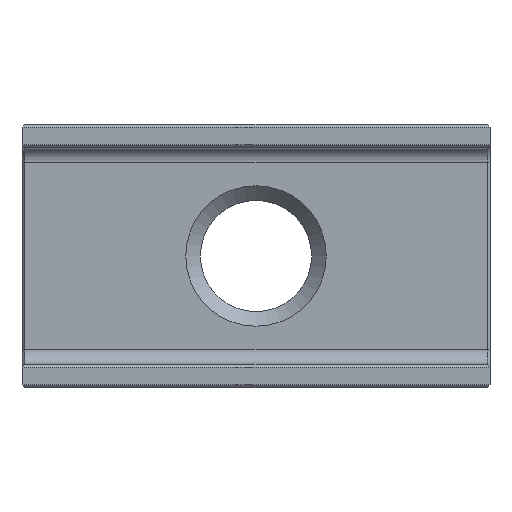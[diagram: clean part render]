
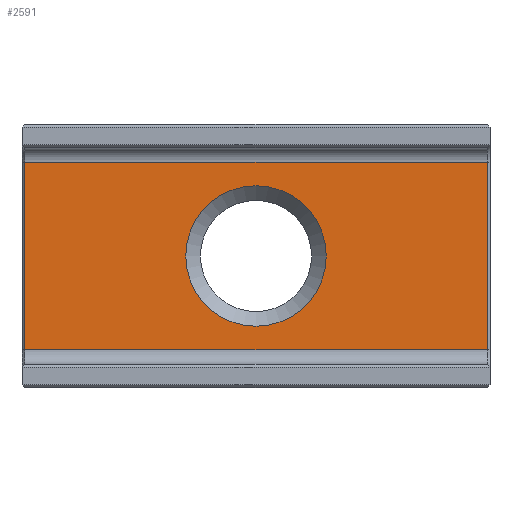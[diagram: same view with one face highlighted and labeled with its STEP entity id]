
A CAD part, front view. The second image highlights one B-rep face of the part: STEP entity #2591.
In plain terms, the highlighted planar face has unit normal (0, -1, 0).
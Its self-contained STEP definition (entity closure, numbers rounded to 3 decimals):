
#181 = CYLINDRICAL_SURFACE('',#182,5.);
#182 = AXIS2_PLACEMENT_3D('',#183,#184,#185);
#183 = CARTESIAN_POINT('',(-80.,80.,77.));
#184 = DIRECTION('',(-1.,0.,0.));
#185 = DIRECTION('',(0.,-1.,0.));
#967 = VERTEX_POINT('',#968);
#968 = CARTESIAN_POINT('',(79.,85.,77.));
#990 = EDGE_CURVE('',#991,#967,#993,.T.);
#991 = VERTEX_POINT('',#992);
#992 = CARTESIAN_POINT('',(-79.,85.,77.));
#993 = SURFACE_CURVE('',#994,(#998,#1005),.PCURVE_S1.);
#994 = LINE('',#995,#996);
#995 = CARTESIAN_POINT('',(-80.,85.,77.));
#996 = VECTOR('',#997,1.);
#997 = DIRECTION('',(1.,0.,0.));
#998 = PCURVE('',#181,#999);
#999 = DEFINITIONAL_REPRESENTATION('',(#1000),#1004);
#1000 = LINE('',#1001,#1002);
#1001 = CARTESIAN_POINT('',(3.142,0.));
#1002 = VECTOR('',#1003,1.);
#1003 = DIRECTION('',(0.,-1.));
#1004 = ( GEOMETRIC_REPRESENTATION_CONTEXT(2) 
PARAMETRIC_REPRESENTATION_CONTEXT() REPRESENTATION_CONTEXT('2D SPACE',''
  ) );
#1005 = PCURVE('',#1006,#1011);
#1006 = PLANE('',#1007);
#1007 = AXIS2_PLACEMENT_3D('',#1008,#1009,#1010);
#1008 = CARTESIAN_POINT('',(-80.,85.,77.));
#1009 = DIRECTION('',(0.,1.,0.));
#1010 = DIRECTION('',(0.,0.,-1.));
#1011 = DEFINITIONAL_REPRESENTATION('',(#1012),#1016);
#1012 = LINE('',#1013,#1014);
#1013 = CARTESIAN_POINT('',(0.,0.));
#1014 = VECTOR('',#1015,1.);
#1015 = DIRECTION('',(0.,-1.));
#1016 = ( GEOMETRIC_REPRESENTATION_CONTEXT(2) 
PARAMETRIC_REPRESENTATION_CONTEXT() REPRESENTATION_CONTEXT('2D SPACE',''
  ) );
#2035 = PLANE('',#2036);
#2036 = AXIS2_PLACEMENT_3D('',#2037,#2038,#2039);
#2037 = CARTESIAN_POINT('',(-79.5,85.5,13.));
#2038 = DIRECTION('',(0.707,0.707,0.)
  );
#2039 = DIRECTION('',(0.,0.,-1.));
#2322 = PLANE('',#2323);
#2323 = AXIS2_PLACEMENT_3D('',#2324,#2325,#2326);
#2324 = CARTESIAN_POINT('',(79.5,85.5,77.));
#2325 = DIRECTION('',(-0.707,0.707,0.)
  );
#2326 = DIRECTION('',(0.,0.,-1.));
#2591 = ADVANCED_FACE('',(#2592,#2667),#1006,.F.);
#2592 = FACE_BOUND('',#2593,.F.);
#2593 = EDGE_LOOP('',(#2594,#2595,#2618,#2646));
#2594 = ORIENTED_EDGE('',*,*,#990,.T.);
#2595 = ORIENTED_EDGE('',*,*,#2596,.T.);
#2596 = EDGE_CURVE('',#967,#2597,#2599,.T.);
#2597 = VERTEX_POINT('',#2598);
#2598 = CARTESIAN_POINT('',(79.,85.,13.));
#2599 = SURFACE_CURVE('',#2600,(#2604,#2611),.PCURVE_S1.);
#2600 = LINE('',#2601,#2602);
#2601 = CARTESIAN_POINT('',(79.,85.,77.));
#2602 = VECTOR('',#2603,1.);
#2603 = DIRECTION('',(-0.,0.,-1.));
#2604 = PCURVE('',#1006,#2605);
#2605 = DEFINITIONAL_REPRESENTATION('',(#2606),#2610);
#2606 = LINE('',#2607,#2608);
#2607 = CARTESIAN_POINT('',(0.,-159.));
#2608 = VECTOR('',#2609,1.);
#2609 = DIRECTION('',(1.,0.));
#2610 = ( GEOMETRIC_REPRESENTATION_CONTEXT(2) 
PARAMETRIC_REPRESENTATION_CONTEXT() REPRESENTATION_CONTEXT('2D SPACE',''
  ) );
#2611 = PCURVE('',#2322,#2612);
#2612 = DEFINITIONAL_REPRESENTATION('',(#2613),#2617);
#2613 = LINE('',#2614,#2615);
#2614 = CARTESIAN_POINT('',(0.,0.707));
#2615 = VECTOR('',#2616,1.);
#2616 = DIRECTION('',(1.,0.));
#2617 = ( GEOMETRIC_REPRESENTATION_CONTEXT(2) 
PARAMETRIC_REPRESENTATION_CONTEXT() REPRESENTATION_CONTEXT('2D SPACE',''
  ) );
#2618 = ORIENTED_EDGE('',*,*,#2619,.F.);
#2619 = EDGE_CURVE('',#2620,#2597,#2622,.T.);
#2620 = VERTEX_POINT('',#2621);
#2621 = CARTESIAN_POINT('',(-79.,85.,13.));
#2622 = SURFACE_CURVE('',#2623,(#2627,#2634),.PCURVE_S1.);
#2623 = LINE('',#2624,#2625);
#2624 = CARTESIAN_POINT('',(-80.,85.,13.));
#2625 = VECTOR('',#2626,1.);
#2626 = DIRECTION('',(1.,0.,0.));
#2627 = PCURVE('',#1006,#2628);
#2628 = DEFINITIONAL_REPRESENTATION('',(#2629),#2633);
#2629 = LINE('',#2630,#2631);
#2630 = CARTESIAN_POINT('',(64.,0.));
#2631 = VECTOR('',#2632,1.);
#2632 = DIRECTION('',(0.,-1.));
#2633 = ( GEOMETRIC_REPRESENTATION_CONTEXT(2) 
PARAMETRIC_REPRESENTATION_CONTEXT() REPRESENTATION_CONTEXT('2D SPACE',''
  ) );
#2634 = PCURVE('',#2635,#2640);
#2635 = CYLINDRICAL_SURFACE('',#2636,5.);
#2636 = AXIS2_PLACEMENT_3D('',#2637,#2638,#2639);
#2637 = CARTESIAN_POINT('',(-80.,80.,13.));
#2638 = DIRECTION('',(-1.,0.,0.));
#2639 = DIRECTION('',(0.,-1.,0.));
#2640 = DEFINITIONAL_REPRESENTATION('',(#2641),#2645);
#2641 = LINE('',#2642,#2643);
#2642 = CARTESIAN_POINT('',(3.142,0.));
#2643 = VECTOR('',#2644,1.);
#2644 = DIRECTION('',(0.,-1.));
#2645 = ( GEOMETRIC_REPRESENTATION_CONTEXT(2) 
PARAMETRIC_REPRESENTATION_CONTEXT() REPRESENTATION_CONTEXT('2D SPACE',''
  ) );
#2646 = ORIENTED_EDGE('',*,*,#2647,.T.);
#2647 = EDGE_CURVE('',#2620,#991,#2648,.T.);
#2648 = SURFACE_CURVE('',#2649,(#2653,#2660),.PCURVE_S1.);
#2649 = LINE('',#2650,#2651);
#2650 = CARTESIAN_POINT('',(-79.,85.,13.));
#2651 = VECTOR('',#2652,1.);
#2652 = DIRECTION('',(-0.,0.,1.));
#2653 = PCURVE('',#1006,#2654);
#2654 = DEFINITIONAL_REPRESENTATION('',(#2655),#2659);
#2655 = LINE('',#2656,#2657);
#2656 = CARTESIAN_POINT('',(64.,-1.));
#2657 = VECTOR('',#2658,1.);
#2658 = DIRECTION('',(-1.,0.));
#2659 = ( GEOMETRIC_REPRESENTATION_CONTEXT(2) 
PARAMETRIC_REPRESENTATION_CONTEXT() REPRESENTATION_CONTEXT('2D SPACE',''
  ) );
#2660 = PCURVE('',#2035,#2661);
#2661 = DEFINITIONAL_REPRESENTATION('',(#2662),#2666);
#2662 = LINE('',#2663,#2664);
#2663 = CARTESIAN_POINT('',(-0.,-0.707));
#2664 = VECTOR('',#2665,1.);
#2665 = DIRECTION('',(-1.,0.));
#2666 = ( GEOMETRIC_REPRESENTATION_CONTEXT(2) 
PARAMETRIC_REPRESENTATION_CONTEXT() REPRESENTATION_CONTEXT('2D SPACE',''
  ) );
#2667 = FACE_BOUND('',#2668,.F.);
#2668 = EDGE_LOOP('',(#2669));
#2669 = ORIENTED_EDGE('',*,*,#2670,.T.);
#2670 = EDGE_CURVE('',#2671,#2671,#2673,.T.);
#2671 = VERTEX_POINT('',#2672);
#2672 = CARTESIAN_POINT('',(-24.,85.,45.));
#2673 = SURFACE_CURVE('',#2674,(#2679,#2690),.PCURVE_S1.);
#2674 = CIRCLE('',#2675,24.);
#2675 = AXIS2_PLACEMENT_3D('',#2676,#2677,#2678);
#2676 = CARTESIAN_POINT('',(0.,85.,45.));
#2677 = DIRECTION('',(0.,-1.,0.));
#2678 = DIRECTION('',(-1.,0.,0.));
#2679 = PCURVE('',#1006,#2680);
#2680 = DEFINITIONAL_REPRESENTATION('',(#2681),#2689);
#2681 = ( BOUNDED_CURVE() B_SPLINE_CURVE(2,(#2682,#2683,#2684,#2685,
#2686,#2687,#2688),.UNSPECIFIED.,.T.,.F.) B_SPLINE_CURVE_WITH_KNOTS((1,2
    ,2,2,2,1),(-2.094,0.,2.094,4.189,
6.283,8.378),.UNSPECIFIED.) CURVE() 
GEOMETRIC_REPRESENTATION_ITEM() RATIONAL_B_SPLINE_CURVE((1.,0.5,1.,0.5,
1.,0.5,1.)) REPRESENTATION_ITEM('') );
#2682 = CARTESIAN_POINT('',(32.,-56.));
#2683 = CARTESIAN_POINT('',(73.569,-56.));
#2684 = CARTESIAN_POINT('',(52.785,-92.));
#2685 = CARTESIAN_POINT('',(32.,-128.));
#2686 = CARTESIAN_POINT('',(11.215,-92.));
#2687 = CARTESIAN_POINT('',(-9.569,-56.));
#2688 = CARTESIAN_POINT('',(32.,-56.));
#2689 = ( GEOMETRIC_REPRESENTATION_CONTEXT(2) 
PARAMETRIC_REPRESENTATION_CONTEXT() REPRESENTATION_CONTEXT('2D SPACE',''
  ) );
#2690 = PCURVE('',#2691,#2696);
#2691 = CONICAL_SURFACE('',#2692,24.,0.785);
#2692 = AXIS2_PLACEMENT_3D('',#2693,#2694,#2695);
#2693 = CARTESIAN_POINT('',(0.,85.,45.));
#2694 = DIRECTION('',(0.,-1.,0.));
#2695 = DIRECTION('',(-1.,0.,0.));
#2696 = DEFINITIONAL_REPRESENTATION('',(#2697),#2701);
#2697 = LINE('',#2698,#2699);
#2698 = CARTESIAN_POINT('',(0.,-0.));
#2699 = VECTOR('',#2700,1.);
#2700 = DIRECTION('',(1.,-0.));
#2701 = ( GEOMETRIC_REPRESENTATION_CONTEXT(2) 
PARAMETRIC_REPRESENTATION_CONTEXT() REPRESENTATION_CONTEXT('2D SPACE',''
  ) );
